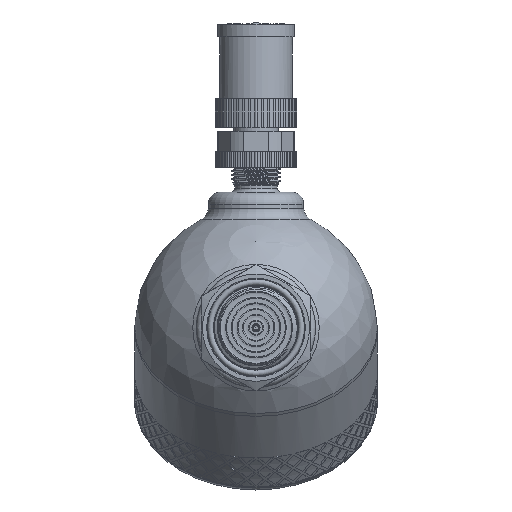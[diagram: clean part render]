
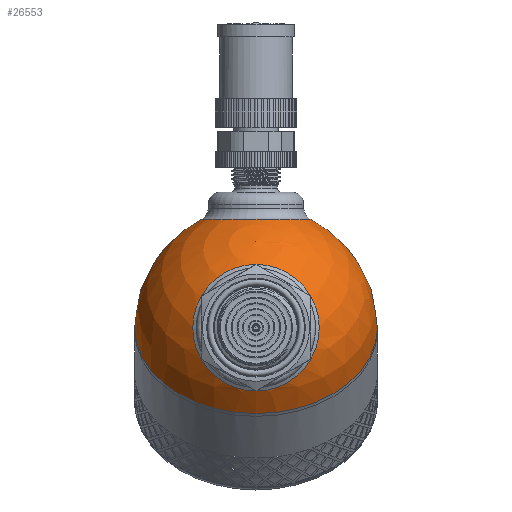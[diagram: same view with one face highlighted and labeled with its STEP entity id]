
A CAD part, left-side view. The second image highlights one B-rep face of the part: STEP entity #26553.
In plain terms, the highlighted spherical face has radius 30 mm.
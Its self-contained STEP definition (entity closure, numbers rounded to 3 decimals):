
#131=SPHERICAL_SURFACE('',#28094,30.);
#196=CIRCLE('',#28091,15.643);
#199=CIRCLE('',#28095,30.);
#200=CIRCLE('',#28096,30.);
#201=CIRCLE('',#28097,30.);
#202=CIRCLE('',#28098,13.5);
#1241=FACE_BOUND('',#5862,.T.);
#1242=FACE_BOUND('',#5863,.T.);
#4135=FACE_OUTER_BOUND('',#5861,.T.);
#5861=EDGE_LOOP('',(#18888,#18889,#18890,#18891));
#5862=EDGE_LOOP('',(#18892));
#5863=EDGE_LOOP('',(#18893));
#10721=VERTEX_POINT('',#41734);
#10723=VERTEX_POINT('',#41740);
#10724=VERTEX_POINT('',#41741);
#10725=VERTEX_POINT('',#41743);
#10726=VERTEX_POINT('',#41746);
#13820=EDGE_CURVE('',#10721,#10721,#196,.T.);
#13823=EDGE_CURVE('',#10723,#10724,#199,.T.);
#13824=EDGE_CURVE('',#10723,#10725,#200,.T.);
#13825=EDGE_CURVE('',#10724,#10723,#201,.T.);
#13826=EDGE_CURVE('',#10726,#10726,#202,.T.);
#18888=ORIENTED_EDGE('',*,*,#13823,.F.);
#18889=ORIENTED_EDGE('',*,*,#13824,.T.);
#18890=ORIENTED_EDGE('',*,*,#13824,.F.);
#18891=ORIENTED_EDGE('',*,*,#13825,.F.);
#18892=ORIENTED_EDGE('',*,*,#13820,.F.);
#18893=ORIENTED_EDGE('',*,*,#13826,.F.);
#26553=ADVANCED_FACE('',(#4135,#1241,#1242),#131,.T.);
#28091=AXIS2_PLACEMENT_3D('',#41735,#30077,#30078);
#28094=AXIS2_PLACEMENT_3D('',#41739,#30083,#30084);
#28095=AXIS2_PLACEMENT_3D('',#41742,#30085,#30086);
#28096=AXIS2_PLACEMENT_3D('',#41744,#30087,#30088);
#28097=AXIS2_PLACEMENT_3D('',#41745,#30089,#30090);
#28098=AXIS2_PLACEMENT_3D('',#41747,#30091,#30092);
#30077=DIRECTION('center_axis',(-0.707,0.,0.707));
#30078=DIRECTION('ref_axis',(0.707,0.,0.707));
#30083=DIRECTION('center_axis',(1.,0.,0.));
#30084=DIRECTION('ref_axis',(0.,-1.,0.));
#30085=DIRECTION('center_axis',(1.,0.,0.));
#30086=DIRECTION('ref_axis',(0.,1.,0.));
#30087=DIRECTION('center_axis',(0.,0.,1.));
#30088=DIRECTION('ref_axis',(0.,1.,0.));
#30089=DIRECTION('center_axis',(1.,0.,0.));
#30090=DIRECTION('ref_axis',(0.,1.,0.));
#30091=DIRECTION('center_axis',(-0.707,0.,-0.707));
#30092=DIRECTION('ref_axis',(-0.707,0.,0.707));
#41734=CARTESIAN_POINT('',(-29.162,0.,7.04));
#41735=CARTESIAN_POINT('Origin',(-18.101,0.,18.101));
#41739=CARTESIAN_POINT('Origin',(0.,0.,0.));
#41740=CARTESIAN_POINT('',(0.,30.,0.));
#41741=CARTESIAN_POINT('',(0.,-30.,0.));
#41742=CARTESIAN_POINT('Origin',(0.,0.,0.));
#41743=CARTESIAN_POINT('',(-30.,0.,0.));
#41744=CARTESIAN_POINT('Origin',(0.,0.,0.));
#41745=CARTESIAN_POINT('Origin',(0.,0.,0.));
#41746=CARTESIAN_POINT('',(-9.398,0.,-28.49));
#41747=CARTESIAN_POINT('Origin',(-18.944,0.,-18.944));
